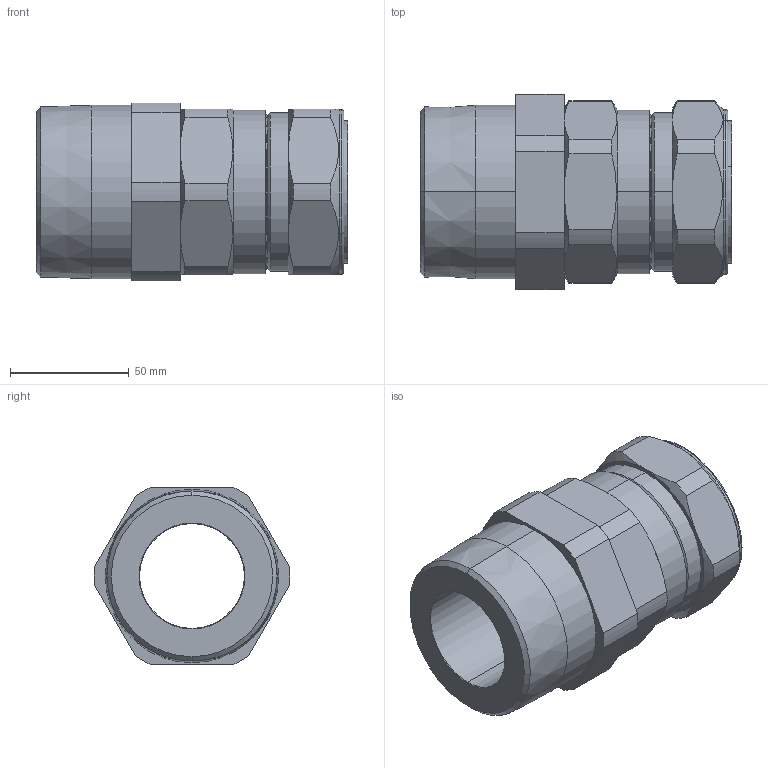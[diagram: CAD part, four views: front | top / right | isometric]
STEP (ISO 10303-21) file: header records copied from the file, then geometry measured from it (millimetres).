
FILE_DESCRIPTION (( 'STEP AP203' ), '1' );
FILE_NAME ('50TE1FU1RA037.STEP', '2021-05-12T14:52:05', ( '' ), ( '' ), 'SwSTEP 2.0', 'SolidWorks 2017', '' );
FILE_SCHEMA (( 'CONFIG_CONTROL_DESIGN' ));
Length unit declared in the file: millimetre
Products named in the file (1): 50TE1FU1RA037
Bounding box: 131.2 x 82.46 x 75 mm (x, y, z)
Volume: 301023.1 mm3; surface area: 58594.3 mm2
Topology: 1 solids, 1 shells, 101 faces, 236 edges, 146 vertices
Faces by surface type: cylinder 36, cone 32, plane 29, torus 4
Entity records: 3209 total; most frequent: CARTESIAN_POINT 804, DIRECTION 510, ORIENTED_EDGE 472, EDGE_CURVE 236, AXIS2_PLACEMENT_3D 212, VERTEX_POINT 146, EDGE_LOOP 112, CIRCLE 110
